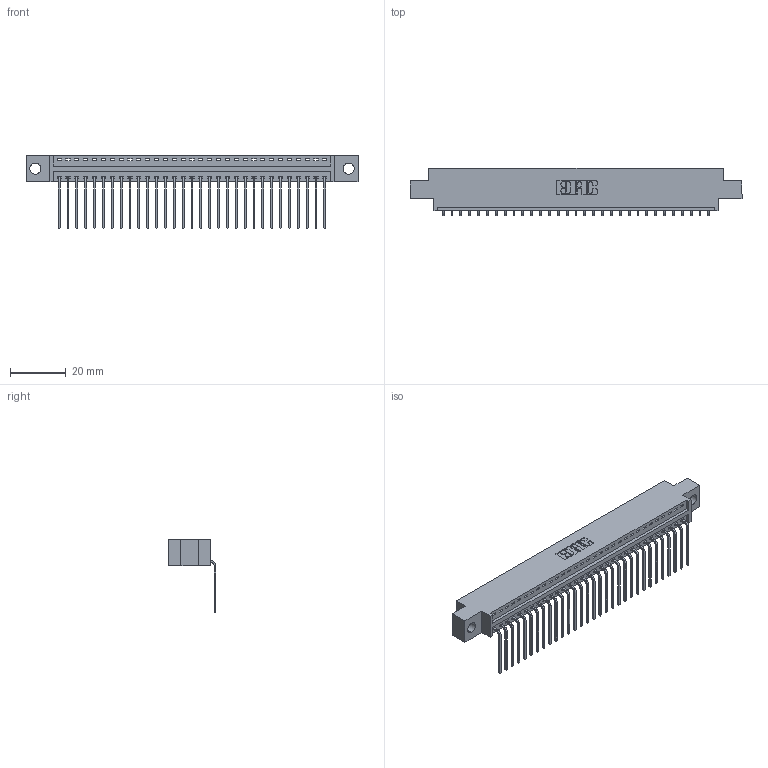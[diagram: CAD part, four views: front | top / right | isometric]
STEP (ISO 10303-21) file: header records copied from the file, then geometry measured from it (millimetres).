
FILE_DESCRIPTION (( 'STEP AP203' ), '1' );
FILE_NAME ('346-031-559-604.STEP', '2018-08-22T07:38:04', ( '' ), ( '' ), 'SwSTEP 2.0', 'SolidWorks 2016', '' );
FILE_SCHEMA (( 'CONFIG_CONTROL_DESIGN' ));
Length unit declared in the file: inch
Products named in the file (3): 346-031-559-604; 346 Part_0.170 Offset - 0.156 Dia-TH; 345-292-001_558 559 Tail - 1
Assembly tree (32 placements, depth 2):
  346-031-559-604
    346 Part_0.170 Offset - 0.156 Dia-TH
    345-292-001_558 559 Tail - 1  x31
Bounding box: 119 x 17.08 x 26.16 mm (x, y, z)
Volume: 11175.9 mm3; surface area: 14431.2 mm2
Topology: 32 solids, 32 shells, 1986 faces, 5983 edges, 3946 vertices
Faces by surface type: plane 1382, cylinder 604
Entity records: 20939 total; most frequent: CARTESIAN_POINT 3601, ORIENTED_EDGE 3566, DIRECTION 3189, EDGE_CURVE 1783, LINE 1527, VECTOR 1527, VERTEX_POINT 1186, AXIS2_PLACEMENT_3D 831
